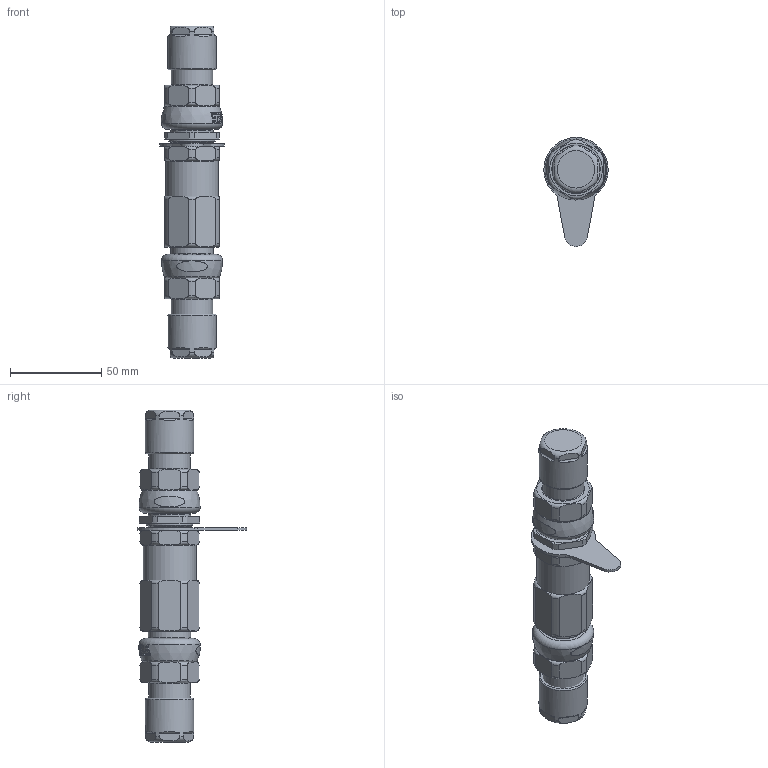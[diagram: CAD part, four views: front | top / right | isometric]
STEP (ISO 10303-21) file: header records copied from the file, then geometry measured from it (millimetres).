
FILE_DESCRIPTION(/* description */ (''),/* implementation_level */ '2;1');
FILE_NAME(/* name */ '620185.stp',/* time_stamp */ '2022-03-14T09:58:34+05:00',/* author */ ('vinaykumark'),/* organization */ (''),/* preprocessor_version */ 'ST-DEVELOPER v18',/* originating_system */ 'Autodesk Inventor 2020',/* authorisation */ '');
FILE_SCHEMA (('AUTOMOTIVE_DESIGN { 1 0 10303 214 3 1 1 }'));
Products named in the file (1): 620185
Bounding box: 35.3 x 59.9 x 182.07 mm (x, y, z)
Volume: 194241 mm3; surface area: 75391.2 mm2
Topology: 40 solids, 40 shells, 2196 faces, 6133 edges, 4019 vertices
Faces by surface type: plane 858, torus 360, cylinder 356, cone 308, bspline 278, sphere 36
Full cylindrical faces by diameter (mm): 1.84 x2, 3 x8, 3.5 x8, 5 x4, 5.8 x8, 16 x2, 18 x2, 19 x6, 20 x1, 22.5 x2, 22.6 x2, 23 x6, 23.3 x4, 23.6 x1, 24 x2, 25.32 x3, 26.5 x2, 28.55 x2, 29 x1
Entity records: 84190 total; most frequent: CARTESIAN_POINT 28889, ORIENTED_EDGE 12166, DIRECTION 10074, EDGE_CURVE 6083, AXIS2_PLACEMENT_3D 4056, VERTEX_POINT 4019, EDGE_LOOP 2256, STYLED_ITEM 2220
